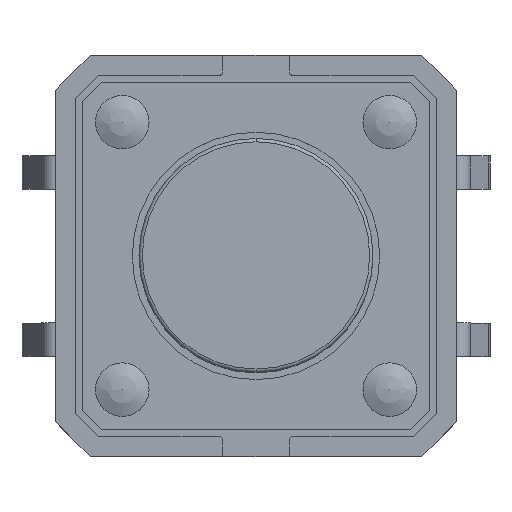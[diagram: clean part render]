
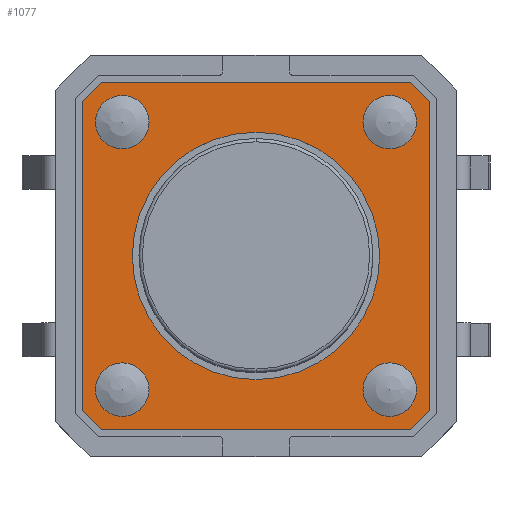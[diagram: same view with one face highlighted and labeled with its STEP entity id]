
A CAD part, top view. The second image highlights one B-rep face of the part: STEP entity #1077.
In plain terms, the highlighted planar face has unit normal (0, 0, 1).
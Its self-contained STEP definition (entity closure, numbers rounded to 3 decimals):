
#752 = VERTEX_POINT('',#753);
#753 = CARTESIAN_POINT('',(2.25,-5.7,3.45));
#771 = VERTEX_POINT('',#772);
#772 = CARTESIAN_POINT('',(2.25,-7.3,3.45));
#778 = EDGE_CURVE('',#752,#771,#779,.T.);
#779 = CIRCLE('',#780,0.8);
#780 = AXIS2_PLACEMENT_3D('',#781,#782,#783);
#781 = CARTESIAN_POINT('',(2.25,-6.5,3.45));
#782 = DIRECTION('',(-0.,0.,1.));
#783 = DIRECTION('',(0.,-1.,0.));
#794 = VERTEX_POINT('',#795);
#795 = CARTESIAN_POINT('',(2.25,2.3,3.45));
#813 = VERTEX_POINT('',#814);
#814 = CARTESIAN_POINT('',(2.25,0.7,3.45));
#820 = EDGE_CURVE('',#794,#813,#821,.T.);
#821 = CIRCLE('',#822,0.8);
#822 = AXIS2_PLACEMENT_3D('',#823,#824,#825);
#823 = CARTESIAN_POINT('',(2.25,1.5,3.45));
#824 = DIRECTION('',(-0.,0.,1.));
#825 = DIRECTION('',(0.,-1.,0.));
#836 = VERTEX_POINT('',#837);
#837 = CARTESIAN_POINT('',(10.25,2.3,3.45));
#855 = VERTEX_POINT('',#856);
#856 = CARTESIAN_POINT('',(10.25,0.7,3.45));
#862 = EDGE_CURVE('',#836,#855,#863,.T.);
#863 = CIRCLE('',#864,0.8);
#864 = AXIS2_PLACEMENT_3D('',#865,#866,#867);
#865 = CARTESIAN_POINT('',(10.25,1.5,3.45));
#866 = DIRECTION('',(0.,0.,1.));
#867 = DIRECTION('',(0.,1.,0.));
#878 = VERTEX_POINT('',#879);
#879 = CARTESIAN_POINT('',(10.25,-5.7,3.45));
#897 = VERTEX_POINT('',#898);
#898 = CARTESIAN_POINT('',(10.25,-7.3,3.45));
#904 = EDGE_CURVE('',#878,#897,#905,.T.);
#905 = CIRCLE('',#906,0.8);
#906 = AXIS2_PLACEMENT_3D('',#907,#908,#909);
#907 = CARTESIAN_POINT('',(10.25,-6.5,3.45));
#908 = DIRECTION('',(0.,0.,1.));
#909 = DIRECTION('',(0.,1.,0.));
#920 = VERTEX_POINT('',#921);
#921 = CARTESIAN_POINT('',(6.25,1.2,3.45));
#939 = VERTEX_POINT('',#940);
#940 = CARTESIAN_POINT('',(6.25,-6.2,3.45));
#946 = EDGE_CURVE('',#920,#939,#947,.T.);
#947 = CIRCLE('',#948,3.7);
#948 = AXIS2_PLACEMENT_3D('',#949,#950,#951);
#949 = CARTESIAN_POINT('',(6.25,-2.5,3.45));
#950 = DIRECTION('',(-0.,0.,1.));
#951 = DIRECTION('',(0.,-1.,0.));
#969 = EDGE_CURVE('',#939,#920,#970,.T.);
#970 = CIRCLE('',#971,3.7);
#971 = AXIS2_PLACEMENT_3D('',#972,#973,#974);
#972 = CARTESIAN_POINT('',(6.25,-2.5,3.45));
#973 = DIRECTION('',(-0.,0.,1.));
#974 = DIRECTION('',(0.,-1.,0.));
#993 = EDGE_CURVE('',#897,#878,#994,.T.);
#994 = CIRCLE('',#995,0.8);
#995 = AXIS2_PLACEMENT_3D('',#996,#997,#998);
#996 = CARTESIAN_POINT('',(10.25,-6.5,3.45));
#997 = DIRECTION('',(0.,0.,1.));
#998 = DIRECTION('',(0.,1.,0.));
#1017 = EDGE_CURVE('',#855,#836,#1018,.T.);
#1018 = CIRCLE('',#1019,0.8);
#1019 = AXIS2_PLACEMENT_3D('',#1020,#1021,#1022);
#1020 = CARTESIAN_POINT('',(10.25,1.5,3.45));
#1021 = DIRECTION('',(0.,0.,1.));
#1022 = DIRECTION('',(0.,1.,0.));
#1041 = EDGE_CURVE('',#813,#794,#1042,.T.);
#1042 = CIRCLE('',#1043,0.8);
#1043 = AXIS2_PLACEMENT_3D('',#1044,#1045,#1046);
#1044 = CARTESIAN_POINT('',(2.25,1.5,3.45));
#1045 = DIRECTION('',(-0.,0.,1.));
#1046 = DIRECTION('',(0.,-1.,0.));
#1065 = EDGE_CURVE('',#771,#752,#1066,.T.);
#1066 = CIRCLE('',#1067,0.8);
#1067 = AXIS2_PLACEMENT_3D('',#1068,#1069,#1070);
#1068 = CARTESIAN_POINT('',(2.25,-6.5,3.45));
#1069 = DIRECTION('',(-0.,0.,1.));
#1070 = DIRECTION('',(0.,-1.,0.));
#1077 = ADVANCED_FACE('',(#1078,#1144,#1148,#1152,#1156,#1160),#1164,.F.
  );
#1078 = FACE_BOUND('',#1079,.T.);
#1079 = EDGE_LOOP('',(#1080,#1090,#1098,#1106,#1114,#1122,#1130,#1138));
#1080 = ORIENTED_EDGE('',*,*,#1081,.T.);
#1081 = EDGE_CURVE('',#1082,#1084,#1086,.T.);
#1082 = VERTEX_POINT('',#1083);
#1083 = CARTESIAN_POINT('',(10.879,2.7,3.45));
#1084 = VERTEX_POINT('',#1085);
#1085 = CARTESIAN_POINT('',(1.621,2.7,3.45));
#1086 = LINE('',#1087,#1088);
#1087 = CARTESIAN_POINT('',(7.35,2.7,3.45));
#1088 = VECTOR('',#1089,1.);
#1089 = DIRECTION('',(-1.,0.,0.));
#1090 = ORIENTED_EDGE('',*,*,#1091,.T.);
#1091 = EDGE_CURVE('',#1084,#1092,#1094,.T.);
#1092 = VERTEX_POINT('',#1093);
#1093 = CARTESIAN_POINT('',(1.05,2.129,3.45));
#1094 = LINE('',#1095,#1096);
#1095 = CARTESIAN_POINT('',(1.621,2.7,3.45));
#1096 = VECTOR('',#1097,1.);
#1097 = DIRECTION('',(-0.707,-0.707,0.
    ));
#1098 = ORIENTED_EDGE('',*,*,#1099,.T.);
#1099 = EDGE_CURVE('',#1092,#1100,#1102,.T.);
#1100 = VERTEX_POINT('',#1101);
#1101 = CARTESIAN_POINT('',(1.05,-7.129,3.45));
#1102 = LINE('',#1103,#1104);
#1103 = CARTESIAN_POINT('',(1.05,2.129,3.45));
#1104 = VECTOR('',#1105,1.);
#1105 = DIRECTION('',(0.,-1.,0.));
#1106 = ORIENTED_EDGE('',*,*,#1107,.T.);
#1107 = EDGE_CURVE('',#1100,#1108,#1110,.T.);
#1108 = VERTEX_POINT('',#1109);
#1109 = CARTESIAN_POINT('',(1.621,-7.7,3.45));
#1110 = LINE('',#1111,#1112);
#1111 = CARTESIAN_POINT('',(1.05,-7.129,3.45));
#1112 = VECTOR('',#1113,1.);
#1113 = DIRECTION('',(0.707,-0.707,0.)
  );
#1114 = ORIENTED_EDGE('',*,*,#1115,.T.);
#1115 = EDGE_CURVE('',#1108,#1116,#1118,.T.);
#1116 = VERTEX_POINT('',#1117);
#1117 = CARTESIAN_POINT('',(10.879,-7.7,3.45));
#1118 = LINE('',#1119,#1120);
#1119 = CARTESIAN_POINT('',(1.621,-7.7,3.45));
#1120 = VECTOR('',#1121,1.);
#1121 = DIRECTION('',(1.,0.,0.));
#1122 = ORIENTED_EDGE('',*,*,#1123,.T.);
#1123 = EDGE_CURVE('',#1116,#1124,#1126,.T.);
#1124 = VERTEX_POINT('',#1125);
#1125 = CARTESIAN_POINT('',(11.45,-7.129,3.45));
#1126 = LINE('',#1127,#1128);
#1127 = CARTESIAN_POINT('',(11.45,-7.129,3.45));
#1128 = VECTOR('',#1129,1.);
#1129 = DIRECTION('',(0.707,0.707,0.)
  );
#1130 = ORIENTED_EDGE('',*,*,#1131,.T.);
#1131 = EDGE_CURVE('',#1124,#1132,#1134,.T.);
#1132 = VERTEX_POINT('',#1133);
#1133 = CARTESIAN_POINT('',(11.45,2.129,3.45));
#1134 = LINE('',#1135,#1136);
#1135 = CARTESIAN_POINT('',(11.45,2.129,3.45));
#1136 = VECTOR('',#1137,1.);
#1137 = DIRECTION('',(0.,1.,0.));
#1138 = ORIENTED_EDGE('',*,*,#1139,.T.);
#1139 = EDGE_CURVE('',#1132,#1082,#1140,.T.);
#1140 = LINE('',#1141,#1142);
#1141 = CARTESIAN_POINT('',(10.879,2.7,3.45));
#1142 = VECTOR('',#1143,1.);
#1143 = DIRECTION('',(-0.707,0.707,0.
    ));
#1144 = FACE_BOUND('',#1145,.T.);
#1145 = EDGE_LOOP('',(#1146,#1147));
#1146 = ORIENTED_EDGE('',*,*,#778,.F.);
#1147 = ORIENTED_EDGE('',*,*,#1065,.F.);
#1148 = FACE_BOUND('',#1149,.T.);
#1149 = EDGE_LOOP('',(#1150,#1151));
#1150 = ORIENTED_EDGE('',*,*,#820,.F.);
#1151 = ORIENTED_EDGE('',*,*,#1041,.F.);
#1152 = FACE_BOUND('',#1153,.T.);
#1153 = EDGE_LOOP('',(#1154,#1155));
#1154 = ORIENTED_EDGE('',*,*,#862,.F.);
#1155 = ORIENTED_EDGE('',*,*,#1017,.F.);
#1156 = FACE_BOUND('',#1157,.T.);
#1157 = EDGE_LOOP('',(#1158,#1159));
#1158 = ORIENTED_EDGE('',*,*,#904,.F.);
#1159 = ORIENTED_EDGE('',*,*,#993,.F.);
#1160 = FACE_BOUND('',#1161,.T.);
#1161 = EDGE_LOOP('',(#1162,#1163));
#1162 = ORIENTED_EDGE('',*,*,#946,.F.);
#1163 = ORIENTED_EDGE('',*,*,#969,.F.);
#1164 = PLANE('',#1165);
#1165 = AXIS2_PLACEMENT_3D('',#1166,#1167,#1168);
#1166 = CARTESIAN_POINT('',(6.25,-2.5,3.45));
#1167 = DIRECTION('',(0.,0.,-1.));
#1168 = DIRECTION('',(0.,1.,0.));
